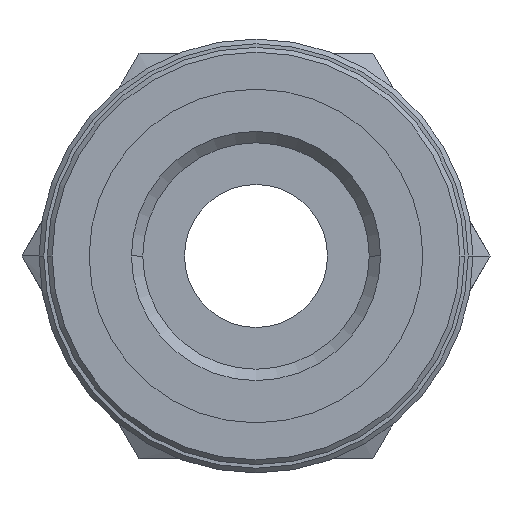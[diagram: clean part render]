
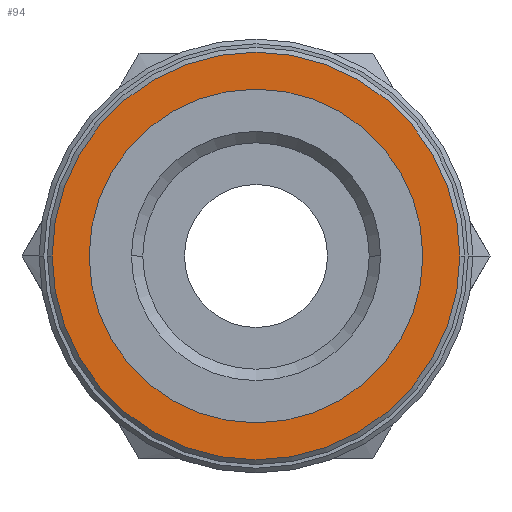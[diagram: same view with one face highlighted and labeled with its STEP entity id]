
A CAD part, front view. The second image highlights one B-rep face of the part: STEP entity #94.
In plain terms, the highlighted planar face has unit normal (0, -1, 0).
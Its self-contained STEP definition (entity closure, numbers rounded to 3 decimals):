
#94=ADVANCED_FACE('',(#242,#243),#244,.T.);
#242=FACE_BOUND('',#451,.T.);
#243=FACE_OUTER_BOUND('',#452,.T.);
#244=PLANE('',#453);
#451=EDGE_LOOP('',(#669,#670));
#452=EDGE_LOOP('',(#671,#672));
#453=AXIS2_PLACEMENT_3D('',#673,#674,#675);
#669=ORIENTED_EDGE('',*,*,#1188,.T.);
#670=ORIENTED_EDGE('',*,*,#1189,.T.);
#671=ORIENTED_EDGE('',*,*,#1179,.F.);
#672=ORIENTED_EDGE('',*,*,#1190,.F.);
#673=CARTESIAN_POINT('',(4.275,0.1,0.0));
#674=DIRECTION('',(0.,-1.0,0.0));
#675=DIRECTION('',(-1.0,0.,0.0));
#1179=EDGE_CURVE('',#1382,#1385,#1386,.T.);
#1188=EDGE_CURVE('',#1400,#1401,#1402,.T.);
#1189=EDGE_CURVE('',#1401,#1400,#1403,.T.);
#1190=EDGE_CURVE('',#1385,#1382,#1404,.T.);
#1382=VERTEX_POINT('',#1666);
#1385=VERTEX_POINT('',#1670);
#1386=CIRCLE('',#1671,8.55);
#1400=VERTEX_POINT('',#1688);
#1401=VERTEX_POINT('',#1689);
#1402=CIRCLE('',#1690,7.0);
#1403=CIRCLE('',#1691,7.0);
#1404=CIRCLE('',#1692,8.55);
#1666=CARTESIAN_POINT('',(8.55,0.1,0.0));
#1670=CARTESIAN_POINT('',(-8.55,0.1,0.));
#1671=AXIS2_PLACEMENT_3D('',#2127,#2128,#2129);
#1688=CARTESIAN_POINT('',(-7.0,0.1,0.));
#1689=CARTESIAN_POINT('',(7.0,0.1,0.));
#1690=AXIS2_PLACEMENT_3D('',#2142,#2143,#2144);
#1691=AXIS2_PLACEMENT_3D('',#2145,#2146,#2147);
#1692=AXIS2_PLACEMENT_3D('',#2148,#2149,#2150);
#2127=CARTESIAN_POINT('',(0.0,0.1,0.0));
#2128=DIRECTION('',(-0.0,1.0,0.0));
#2129=DIRECTION('',(1.0,0.0,0.0));
#2142=CARTESIAN_POINT('',(0.0,0.1,0.0));
#2143=DIRECTION('',(0.,1.0,0.0));
#2144=DIRECTION('',(1.0,0.,0.0));
#2145=CARTESIAN_POINT('',(0.0,0.1,0.0));
#2146=DIRECTION('',(0.,1.0,0.0));
#2147=DIRECTION('',(1.0,0.,0.0));
#2148=CARTESIAN_POINT('',(0.0,0.1,0.0));
#2149=DIRECTION('',(-0.0,1.0,0.0));
#2150=DIRECTION('',(1.0,0.0,0.0));
